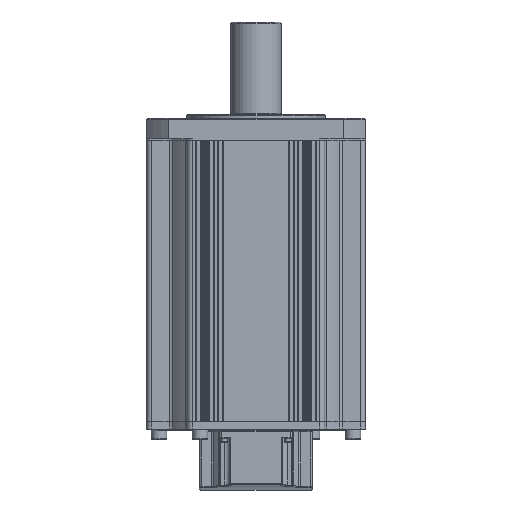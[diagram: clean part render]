
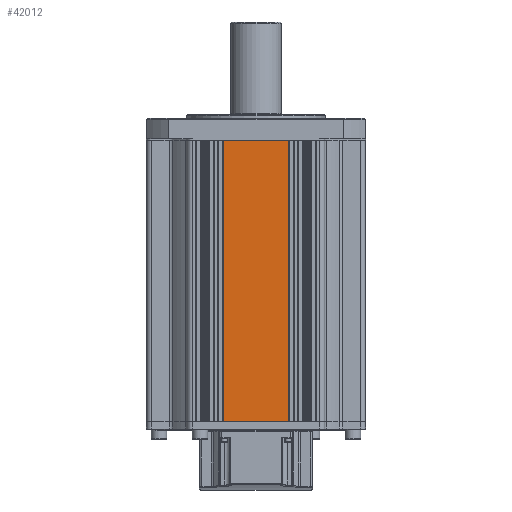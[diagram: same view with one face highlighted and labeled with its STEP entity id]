
A CAD part, front view. The second image highlights one B-rep face of the part: STEP entity #42012.
In plain terms, the highlighted planar face has unit normal (0, -1, 0).
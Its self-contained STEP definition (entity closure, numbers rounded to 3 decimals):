
#350 = LINE ( 'NONE', #374, #21744 ) ;
#374 = CARTESIAN_POINT ( 'NONE',  ( 0., -90., 0. ) ) ;
#580 = DIRECTION ( 'NONE',  ( 1., 0., 0. ) ) ;
#5391 = EDGE_CURVE ( 'NONE', #22991, #88101, #16542, .T. ) ;
#5469 = EDGE_CURVE ( 'NONE', #88101, #88174, #16197, .T. ) ;
#5475 = EDGE_CURVE ( 'NONE', #23061, #88174, #16246, .T. ) ;
#16197 = LINE ( 'NONE', #16210, #21708 ) ;
#16198 = DIRECTION ( 'NONE',  ( 1., 0., 0. ) ) ;
#16210 = CARTESIAN_POINT ( 'NONE',  ( 26.5, -90., -231. ) ) ;
#16232 = CARTESIAN_POINT ( 'NONE',  ( 26.5, -90., 0. ) ) ;
#16240 = DIRECTION ( 'NONE',  ( 0., 0., -1. ) ) ;
#16246 = LINE ( 'NONE', #16232, #21711 ) ;
#16541 = CARTESIAN_POINT ( 'NONE',  ( -26.5, -90., 0. ) ) ;
#16542 = LINE ( 'NONE', #16541, #21375 ) ;
#16553 = DIRECTION ( 'NONE',  ( 0., 0., -1. ) ) ;
#18527 = EDGE_CURVE ( 'NONE', #22991, #23061, #350, .T. ) ;
#21375 = VECTOR ( 'NONE', #16553, 1000. ) ;
#21708 = VECTOR ( 'NONE', #16198, 1000. ) ;
#21711 = VECTOR ( 'NONE', #16240, 1000. ) ;
#21744 = VECTOR ( 'NONE', #580, 1000. ) ;
#22991 = VERTEX_POINT ( 'NONE', #80178 ) ;
#23061 = VERTEX_POINT ( 'NONE', #80240 ) ;
#26555 = EDGE_LOOP ( 'NONE', ( #90368, #90182, #90284, #90246 ) ) ;
#42012 = ADVANCED_FACE ( 'NONE', ( #99344 ), #99386, .F. ) ;
#56546 = CARTESIAN_POINT ( 'NONE',  ( -26.5, -90., -231. ) ) ;
#56639 = CARTESIAN_POINT ( 'NONE',  ( 26.5, -90., -231. ) ) ;
#80178 = CARTESIAN_POINT ( 'NONE',  ( -26.5, -90., 0. ) ) ;
#80240 = CARTESIAN_POINT ( 'NONE',  ( 26.5, -90., 0. ) ) ;
#88101 = VERTEX_POINT ( 'NONE', #56546 ) ;
#88174 = VERTEX_POINT ( 'NONE', #56639 ) ;
#90182 = ORIENTED_EDGE ( 'NONE', *, *, #5475, .F. ) ;
#90246 = ORIENTED_EDGE ( 'NONE', *, *, #5391, .T. ) ;
#90284 = ORIENTED_EDGE ( 'NONE', *, *, #18527, .F. ) ;
#90368 = ORIENTED_EDGE ( 'NONE', *, *, #5469, .T. ) ;
#99332 = CARTESIAN_POINT ( 'NONE',  ( 26.5, -90., 0. ) ) ;
#99334 = DIRECTION ( 'NONE',  ( -1., 0., 0. ) ) ;
#99344 = FACE_OUTER_BOUND ( 'NONE', #26555, .T. ) ;
#99349 = DIRECTION ( 'NONE',  ( 0., 1., 0. ) ) ;
#99386 = PLANE ( 'NONE',  #100219 ) ;
#100219 = AXIS2_PLACEMENT_3D ( 'NONE', #99332, #99349, #99334 ) ;
